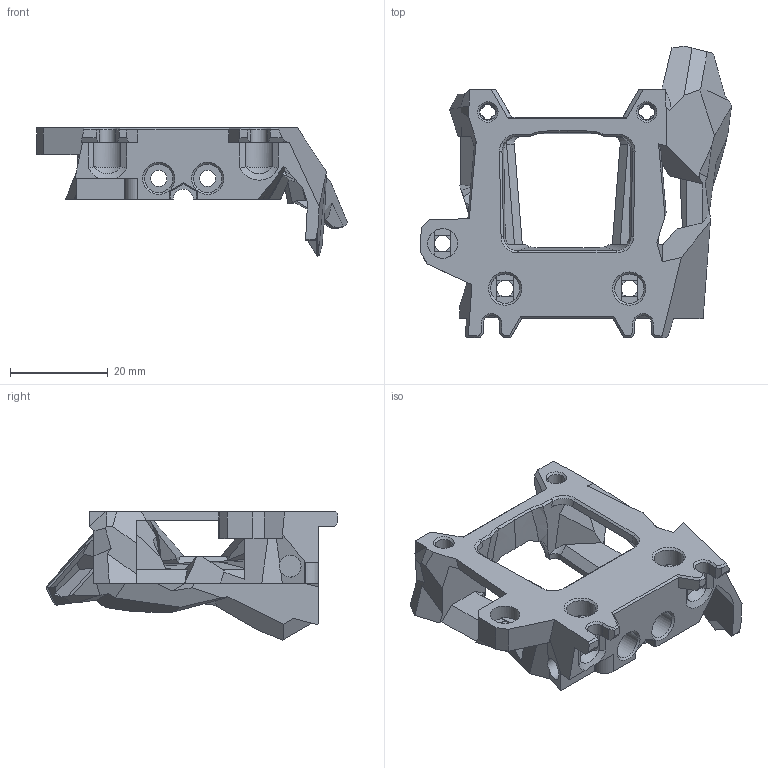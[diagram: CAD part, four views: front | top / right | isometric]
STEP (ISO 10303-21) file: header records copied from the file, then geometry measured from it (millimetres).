
FILE_DESCRIPTION(/* description */ ('','CAx-IF Rec.Pracs.---Representation and Presentation of Product Manufacturing Information (PMI)---4.0---2014-10-13'),/* implementation_level */ '2;1');
FILE_NAME(/* name */ 'G2E Filametrix Arm - revision 3 (final_) v13.step',/* time_stamp */ '2024-12-14T11:56:53Z',/* author */ (''),/* organization */ (''),/* preprocessor_version */ 'ST-DEVELOPER v20',/* originating_system */ 'Autodesk Translation Framework v13.20.0.188',/* authorisation */ '');
FILE_SCHEMA (('AP242_MANAGED_MODEL_BASED_3D_ENGINEERING_MIM_LF { 1 0 10303 442 1 1 4 }'));
Length unit declared in the file: millimetre
Products named in the file (3): G2E Filametrix Arm - revision 3 (final?); Stealthburner_Printhead_RevoVoron; Stealthburner_Printhead_RevoVoron2_Stealthburner_Printhead_RevoVoron2
Assembly tree (2 placements, depth 3):
  G2E Filametrix Arm - revision 3 (final?)
    Stealthburner_Printhead_RevoVoron
      Stealthburner_Printhead_RevoVoron2_Stealthburner_Printhead_RevoVoron2
Bounding box: 63.59 x 59.7 x 26.26 mm (x, y, z)
Volume: 14654.9 mm3; surface area: 10591.7 mm2
Topology: 1 solids, 1 shells, 548 faces, 1592 edges, 1025 vertices
Faces by surface type: plane 434, cylinder 69, bspline 29, cone 16
Full cylindrical faces by diameter (mm): 3.3 x1, 3.305 x2, 3.4 x6, 4.5 x1, 5.8 x2, 6 x2, 6.1 x1
Entity records: 19236 total; most frequent: CARTESIAN_POINT 4790, ORIENTED_EDGE 3184, DIRECTION 2705, EDGE_CURVE 1592, LINE 1297, VECTOR 1297, VERTEX_POINT 1025, AXIS2_PLACEMENT_3D 704
